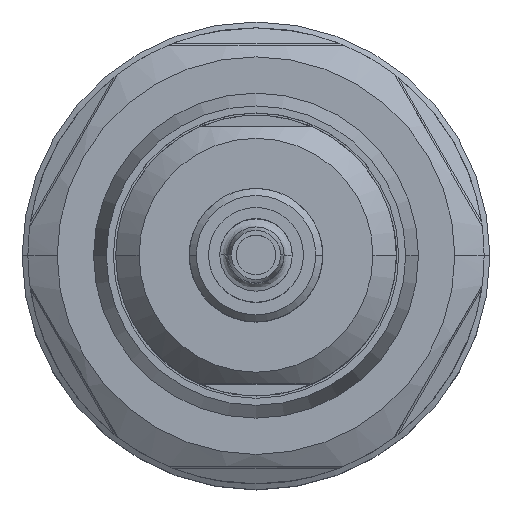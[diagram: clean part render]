
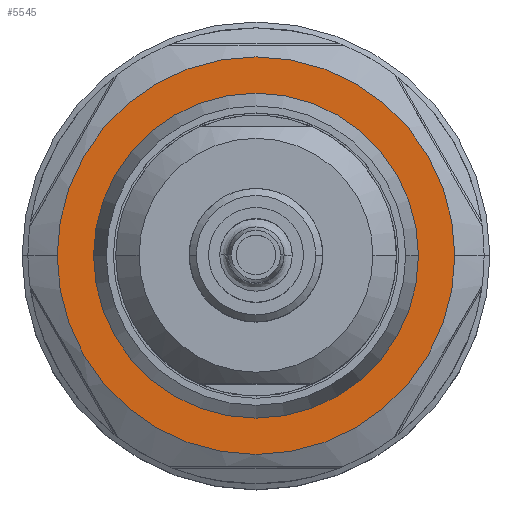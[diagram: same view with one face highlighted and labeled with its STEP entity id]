
A CAD part, top view. The second image highlights one B-rep face of the part: STEP entity #5545.
In plain terms, the highlighted planar face has unit normal (0, 0, 1).
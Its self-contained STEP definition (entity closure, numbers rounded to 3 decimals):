
#38 = CARTESIAN_POINT ( 'NONE',  ( -8.5, 0., -9.4 ) ) ;
#132 = CARTESIAN_POINT ( 'NONE',  ( 8.5, 0., -9.4 ) ) ;
#384 = VERTEX_POINT ( 'NONE', #132 ) ;
#456 = VERTEX_POINT ( 'NONE', #4396 ) ;
#559 = CARTESIAN_POINT ( 'NONE',  ( 0., 0., -9.4 ) ) ;
#584 = EDGE_CURVE ( 'NONE', #456, #4423, #2833, .T. ) ;
#777 = FACE_BOUND ( 'NONE', #5826, .T. ) ;
#1159 = CIRCLE ( 'NONE', #2962, 6.946 ) ;
#1195 = ORIENTED_EDGE ( 'NONE', *, *, #3769, .F. ) ;
#1235 = EDGE_CURVE ( 'NONE', #4423, #456, #1159, .T. ) ;
#1307 = CIRCLE ( 'NONE', #2040, 8.5 ) ;
#1331 = ORIENTED_EDGE ( 'NONE', *, *, #3152, .F. ) ;
#1416 = DIRECTION ( 'NONE',  ( 0., 0., -1. ) ) ;
#1867 = FACE_OUTER_BOUND ( 'NONE', #2094, .T. ) ;
#1886 = DIRECTION ( 'NONE',  ( 0., 0., -1. ) ) ;
#1971 = PLANE ( 'NONE',  #5101 ) ;
#2040 = AXIS2_PLACEMENT_3D ( 'NONE', #2457, #5706, #2925 ) ;
#2094 = EDGE_LOOP ( 'NONE', ( #1331, #1195 ) ) ;
#2247 = DIRECTION ( 'NONE',  ( 0., 0., -1. ) ) ;
#2363 = AXIS2_PLACEMENT_3D ( 'NONE', #4654, #1886, #5119 ) ;
#2418 = DIRECTION ( 'NONE',  ( 1., 0., 0. ) ) ;
#2457 = CARTESIAN_POINT ( 'NONE',  ( 0., 0., -9.4 ) ) ;
#2833 = CIRCLE ( 'NONE', #3004, 6.946 ) ;
#2925 = DIRECTION ( 'NONE',  ( -1., 0., 0. ) ) ;
#2962 = AXIS2_PLACEMENT_3D ( 'NONE', #4209, #1416, #4660 ) ;
#3004 = AXIS2_PLACEMENT_3D ( 'NONE', #5020, #2247, #5486 ) ;
#3130 = CIRCLE ( 'NONE', #2363, 8.5 ) ;
#3152 = EDGE_CURVE ( 'NONE', #4650, #384, #3130, .T. ) ;
#3769 = EDGE_CURVE ( 'NONE', #384, #4650, #1307, .T. ) ;
#3907 = ORIENTED_EDGE ( 'NONE', *, *, #584, .T. ) ;
#4068 = CARTESIAN_POINT ( 'NONE',  ( 6.946, 0., -9.4 ) ) ;
#4209 = CARTESIAN_POINT ( 'NONE',  ( 0., 0., -9.4 ) ) ;
#4396 = CARTESIAN_POINT ( 'NONE',  ( -6.946, 0., -9.4 ) ) ;
#4423 = VERTEX_POINT ( 'NONE', #4068 ) ;
#4650 = VERTEX_POINT ( 'NONE', #38 ) ;
#4654 = CARTESIAN_POINT ( 'NONE',  ( 0., 0., -9.4 ) ) ;
#4660 = DIRECTION ( 'NONE',  ( -1., 0., 0. ) ) ;
#4881 = ORIENTED_EDGE ( 'NONE', *, *, #1235, .T. ) ;
#5020 = CARTESIAN_POINT ( 'NONE',  ( 0., 0., -9.4 ) ) ;
#5101 = AXIS2_PLACEMENT_3D ( 'NONE', #559, #5208, #2418 ) ;
#5119 = DIRECTION ( 'NONE',  ( -1., 0., 0. ) ) ;
#5208 = DIRECTION ( 'NONE',  ( 0., 0., 1. ) ) ;
#5486 = DIRECTION ( 'NONE',  ( -1., 0., 0. ) ) ;
#5545 = ADVANCED_FACE ( 'NONE', ( #777, #1867 ), #1971, .T. ) ;
#5706 = DIRECTION ( 'NONE',  ( 0., 0., -1. ) ) ;
#5826 = EDGE_LOOP ( 'NONE', ( #3907, #4881 ) ) ;
